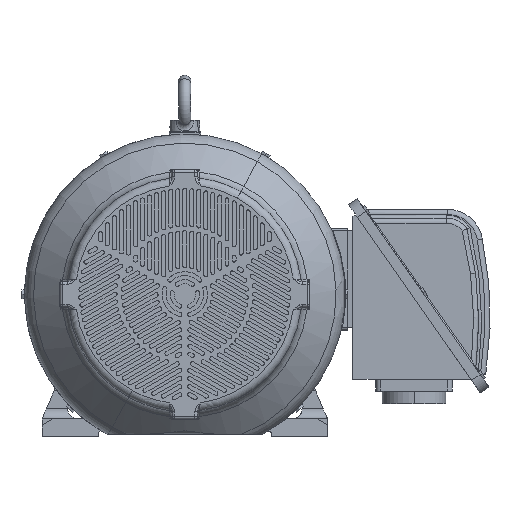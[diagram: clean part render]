
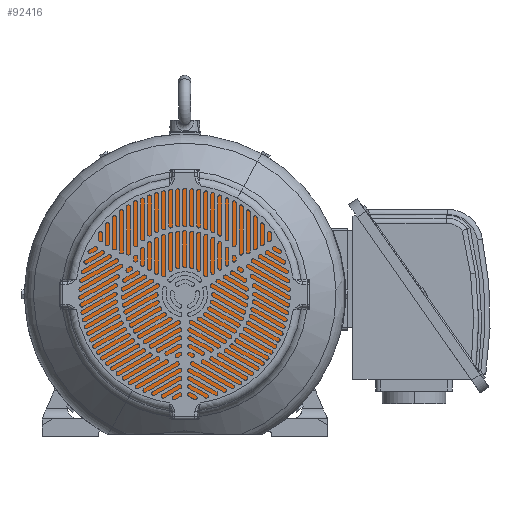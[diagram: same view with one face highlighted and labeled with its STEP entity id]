
A CAD part, left-side view. The second image highlights one B-rep face of the part: STEP entity #92416.
In plain terms, the highlighted planar face has unit normal (-1, 0, 0).
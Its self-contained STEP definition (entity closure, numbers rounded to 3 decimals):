
#655=CARTESIAN_POINT('Axis2P3D Location',(-535.,0.,250.)) ;
#92380=CARTESIAN_POINT('Axis2P3D Location',(-535.,0.,0.)) ;
#92384=CARTESIAN_POINT('Vertex',(-535.,-117.939,215.885)) ;
#92386=CARTESIAN_POINT('Vertex',(-535.,117.939,-215.885)) ;
#92389=CARTESIAN_POINT('Axis2P3D Location',(-535.,0.,0.)) ;
#92398=CARTESIAN_POINT('Axis2P3D Location',(-535.,0.,0.)) ;
#92402=CARTESIAN_POINT('Vertex',(-535.,45.,0.)) ;
#92404=CARTESIAN_POINT('Vertex',(-535.,-45.,0.)) ;
#92407=CARTESIAN_POINT('Axis2P3D Location',(-535.,0.,0.)) ;
#656=DIRECTION('Axis2P3D Direction',(1.,0.,0.)) ;
#657=DIRECTION('Axis2P3D XDirection',(0.,1.,0.)) ;
#92381=DIRECTION('Axis2P3D Direction',(1.,0.,0.)) ;
#92390=DIRECTION('Axis2P3D Direction',(1.,0.,0.)) ;
#92399=DIRECTION('Axis2P3D Direction',(1.,0.,0.)) ;
#92408=DIRECTION('Axis2P3D Direction',(1.,0.,0.)) ;
#658=AXIS2_PLACEMENT_3D('Plane Axis2P3D',#655,#656,#657) ;
#92382=AXIS2_PLACEMENT_3D('Circle Axis2P3D',#92380,#92381,$) ;
#92391=AXIS2_PLACEMENT_3D('Circle Axis2P3D',#92389,#92390,$) ;
#92400=AXIS2_PLACEMENT_3D('Circle Axis2P3D',#92398,#92399,$) ;
#92409=AXIS2_PLACEMENT_3D('Circle Axis2P3D',#92407,#92408,$) ;
#92395=ORIENTED_EDGE('',*,*,#92388,.F.) ;
#92396=ORIENTED_EDGE('',*,*,#92393,.F.) ;
#92413=ORIENTED_EDGE('',*,*,#92406,.T.) ;
#92414=ORIENTED_EDGE('',*,*,#92411,.T.) ;
#92415=FACE_BOUND('',#92412,.T.) ;
#92416=ADVANCED_FACE('PartBody',(#92397,#92415),#659,.F.) ;
#92383=CIRCLE('generated circle',#92382,246.) ;
#92392=CIRCLE('generated circle',#92391,246.) ;
#92401=CIRCLE('generated circle',#92400,45.) ;
#92410=CIRCLE('generated circle',#92409,45.) ;
#92388=EDGE_CURVE('',#92385,#92387,#92383,.T.) ;
#92393=EDGE_CURVE('',#92387,#92385,#92392,.T.) ;
#92406=EDGE_CURVE('',#92403,#92405,#92401,.T.) ;
#92411=EDGE_CURVE('',#92405,#92403,#92410,.T.) ;
#92394=EDGE_LOOP('',(#92395,#92396)) ;
#92412=EDGE_LOOP('',(#92413,#92414)) ;
#92397=FACE_OUTER_BOUND('',#92394,.T.) ;
#659=PLANE('',#658) ;
#92385=VERTEX_POINT('',#92384) ;
#92387=VERTEX_POINT('',#92386) ;
#92403=VERTEX_POINT('',#92402) ;
#92405=VERTEX_POINT('',#92404) ;
